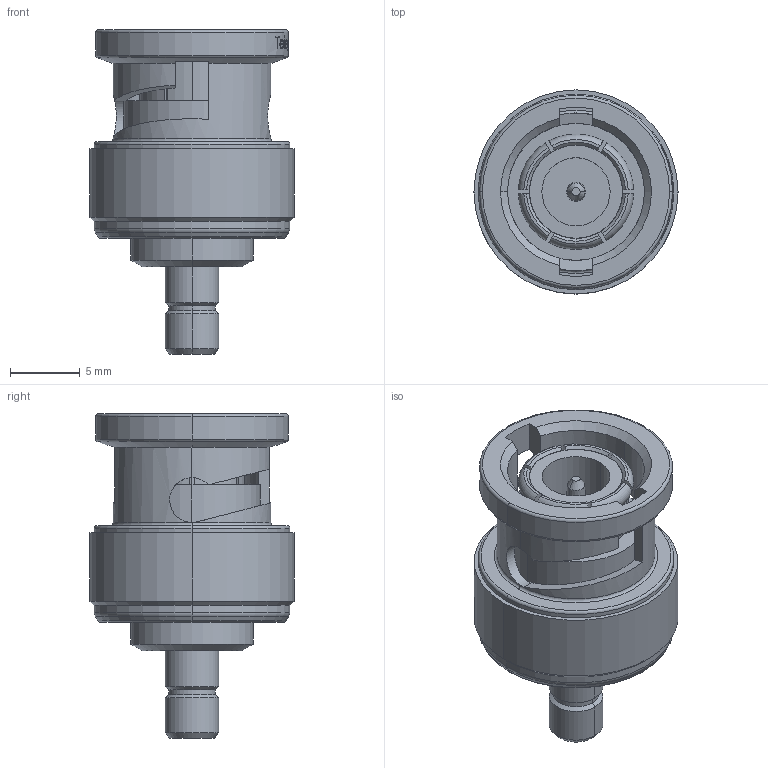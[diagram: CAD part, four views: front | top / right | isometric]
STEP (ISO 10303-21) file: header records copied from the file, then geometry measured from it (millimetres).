
FILE_DESCRIPTION (( 'STEP AP214' ), '1' );
FILE_NAME ('J01008G0038.STEP', '2013-02-05T13:24:48', ( 'Wartung1' ), ( '' ), 'SwSTEP 2.0', 'SolidWorks 2012', '' );
FILE_SCHEMA (( 'AUTOMOTIVE_DESIGN' ));
Length unit declared in the file: millimetre
Products named in the file (1): J01008G0038
Bounding box: 14.6 x 14.6 x 23.2 mm (x, y, z)
Volume: 1851 mm3; surface area: 1787.4 mm2
Topology: 1 solids, 1 shells, 307 faces, 776 edges, 500 vertices
Faces by surface type: plane 101, bspline 78, cylinder 72, cone 36, torus 20
Entity records: 15482 total; most frequent: CARTESIAN_POINT 5255, ORIENTED_EDGE 1552, DIRECTION 1234, EDGE_CURVE 776, VERTEX_POINT 500, AXIS2_PLACEMENT_3D 448, EDGE_LOOP 340, LINE 338
